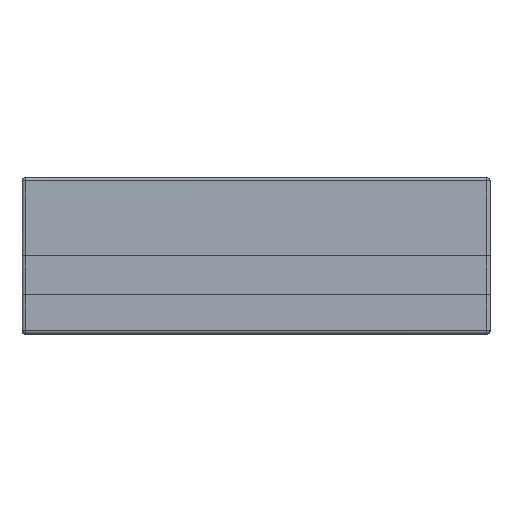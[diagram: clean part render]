
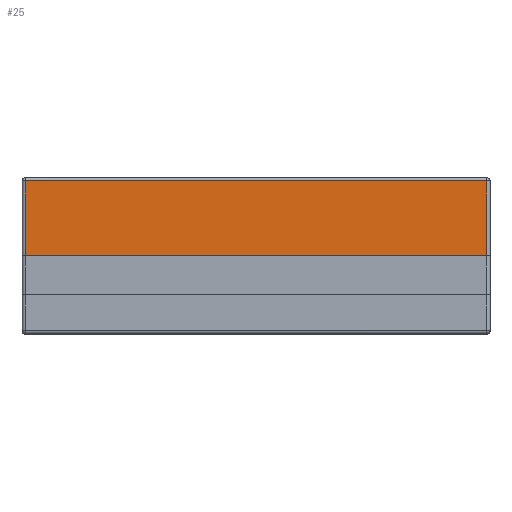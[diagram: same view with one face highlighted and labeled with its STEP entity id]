
A CAD part, top view. The second image highlights one B-rep face of the part: STEP entity #25.
In plain terms, the highlighted free-form (B-spline) face has degree [2, 1] with [3, 2] control points.
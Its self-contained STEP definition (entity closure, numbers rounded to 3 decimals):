
#25=ADVANCED_FACE('',(#89),#1813,.T.);
#89=FACE_OUTER_BOUND('',#153,.T.);
#153=EDGE_LOOP('',(#262,#263,#264,#265));
#262=ORIENTED_EDGE('',*,*,#1474,.T.);
#263=ORIENTED_EDGE('',*,*,#1475,.T.);
#264=ORIENTED_EDGE('',*,*,#1476,.T.);
#265=ORIENTED_EDGE('',*,*,#1477,.T.);
#538=PCURVE('',#1813,#814);
#539=PCURVE('',#1813,#815);
#540=PCURVE('',#1813,#816);
#541=PCURVE('',#1813,#817);
#564=PCURVE('',#1819,#840);
#569=PCURVE('',#1820,#845);
#570=PCURVE('',#1821,#846);
#722=PCURVE('',#1857,#998);
#814=DEFINITIONAL_REPRESENTATION('',(#1082),#3785);
#815=DEFINITIONAL_REPRESENTATION('',(#1083),#3785);
#816=DEFINITIONAL_REPRESENTATION('',(#1084),#3785);
#817=DEFINITIONAL_REPRESENTATION('',(#1085),#3785);
#840=DEFINITIONAL_REPRESENTATION('',(#1108),#3785);
#845=DEFINITIONAL_REPRESENTATION('',(#1113),#3785);
#846=DEFINITIONAL_REPRESENTATION('',(#1114),#3785);
#998=DEFINITIONAL_REPRESENTATION('',(#1266),#3785);
#1082=B_SPLINE_CURVE_WITH_KNOTS('',1,(#2865,#2866),.UNSPECIFIED.,.F.,.F.,
(2,2),(-299.467,-220.533),.UNSPECIFIED.);
#1083=B_SPLINE_CURVE_WITH_KNOTS('',3,(#2869,#2870,#2871,#2872),
 .UNSPECIFIED.,.F.,.F.,(4,4),(0.,9.6),.UNSPECIFIED.);
#1084=B_SPLINE_CURVE_WITH_KNOTS('',3,(#2875,#2876,#2877,#2878),
 .UNSPECIFIED.,.F.,.F.,(4,4),(0.4,59.6),.UNSPECIFIED.);
#1085=B_SPLINE_CURVE_WITH_KNOTS('',3,(#2881,#2882,#2883,#2884),
 .UNSPECIFIED.,.F.,.F.,(4,4),(-9.6,0.),.UNSPECIFIED.);
#1108=B_SPLINE_CURVE_WITH_KNOTS('',1,(#2959,#2960),.UNSPECIFIED.,.F.,.F.,
(2,2),(0.,9.6),.UNSPECIFIED.);
#1113=B_SPLINE_CURVE_WITH_KNOTS('',1,(#2978,#2979),.UNSPECIFIED.,.F.,.F.,
(2,2),(0.4,59.6),.UNSPECIFIED.);
#1114=B_SPLINE_CURVE_WITH_KNOTS('',1,(#2980,#2981),.UNSPECIFIED.,.F.,.F.,
(2,2),(-9.6,0.),.UNSPECIFIED.);
#1266=B_SPLINE_CURVE_WITH_KNOTS('',1,(#3680,#3681),.UNSPECIFIED.,.F.,.F.,
(2,2),(-299.467,-220.533),.UNSPECIFIED.);
#1336=SURFACE_CURVE('',#1620,(#538,#722),.PCURVE_S1.);
#1337=SURFACE_CURVE('',#1621,(#539,#564),.PCURVE_S1.);
#1338=SURFACE_CURVE('',#1622,(#540,#569),.PCURVE_S1.);
#1339=SURFACE_CURVE('',#1623,(#541,#570),.PCURVE_S1.);
#1474=EDGE_CURVE('',#1741,#1742,#1336,.T.);
#1475=EDGE_CURVE('',#1742,#1752,#1337,.T.);
#1476=EDGE_CURVE('',#1752,#1751,#1338,.T.);
#1477=EDGE_CURVE('',#1751,#1741,#1339,.T.);
#1620=(
BOUNDED_CURVE()
B_SPLINE_CURVE(2,(#2862,#2863,#2864),.UNSPECIFIED.,.F.,.F.)
B_SPLINE_CURVE_WITH_KNOTS((3,3),(-299.467,-220.533),
 .UNSPECIFIED.)
CURVE()
GEOMETRIC_REPRESENTATION_ITEM()
RATIONAL_B_SPLINE_CURVE((1.,1.,1.))
REPRESENTATION_ITEM('')
);
#1621=(
BOUNDED_CURVE()
B_SPLINE_CURVE(1,(#2867,#2868),.UNSPECIFIED.,.F.,.F.)
B_SPLINE_CURVE_WITH_KNOTS((2,2),(0.,9.6),.UNSPECIFIED.)
CURVE()
GEOMETRIC_REPRESENTATION_ITEM()
RATIONAL_B_SPLINE_CURVE((1.,1.))
REPRESENTATION_ITEM('')
);
#1622=(
BOUNDED_CURVE()
B_SPLINE_CURVE(1,(#2873,#2874),.UNSPECIFIED.,.F.,.F.)
B_SPLINE_CURVE_WITH_KNOTS((2,2),(0.4,59.6),.UNSPECIFIED.)
CURVE()
GEOMETRIC_REPRESENTATION_ITEM()
RATIONAL_B_SPLINE_CURVE((1.,1.))
REPRESENTATION_ITEM('')
);
#1623=(
BOUNDED_CURVE()
B_SPLINE_CURVE(1,(#2879,#2880),.UNSPECIFIED.,.F.,.F.)
B_SPLINE_CURVE_WITH_KNOTS((2,2),(-9.6,0.),.UNSPECIFIED.)
CURVE()
GEOMETRIC_REPRESENTATION_ITEM()
RATIONAL_B_SPLINE_CURVE((1.,1.))
REPRESENTATION_ITEM('')
);
#1741=VERTEX_POINT('',#2443);
#1742=VERTEX_POINT('',#2444);
#1751=VERTEX_POINT('',#2453);
#1752=VERTEX_POINT('',#2454);
#1813=(
BOUNDED_SURFACE()
B_SPLINE_SURFACE(2,1,((#2020,#2021),(#2022,#2023),(#2024,#2025)),
 .UNSPECIFIED.,.F.,.F.,.F.)
B_SPLINE_SURFACE_WITH_KNOTS((3,3),(2,2),(220.,300.),(0.,10.),
 .UNSPECIFIED.)
GEOMETRIC_REPRESENTATION_ITEM()
RATIONAL_B_SPLINE_SURFACE(((1.,1.),(1.,1.),(1.,1.)))
REPRESENTATION_ITEM('')
SURFACE()
);
#1819=(
BOUNDED_SURFACE()
B_SPLINE_SURFACE(1,2,((#2056,#2057,#2058),(#2059,#2060,#2061)),
 .UNSPECIFIED.,.F.,.F.,.F.)
B_SPLINE_SURFACE_WITH_KNOTS((2,2),(3,3),(-0.4,10.),
(0.,0.628),.UNSPECIFIED.)
GEOMETRIC_REPRESENTATION_ITEM()
RATIONAL_B_SPLINE_SURFACE(((1.,0.707,1.),(1.,0.707,
1.)))
REPRESENTATION_ITEM('')
SURFACE()
);
#1820=(
BOUNDED_SURFACE()
B_SPLINE_SURFACE(2,1,((#2062,#2063),(#2064,#2065),(#2066,#2067)),
 .UNSPECIFIED.,.F.,.F.,.F.)
B_SPLINE_SURFACE_WITH_KNOTS((3,3),(2,2),(0.,0.628),(0.,
60.),.UNSPECIFIED.)
GEOMETRIC_REPRESENTATION_ITEM()
RATIONAL_B_SPLINE_SURFACE(((1.,1.),(0.707,0.707),
(1.,1.)))
REPRESENTATION_ITEM('')
SURFACE()
);
#1821=(
BOUNDED_SURFACE()
B_SPLINE_SURFACE(1,2,((#2068,#2069,#2070),(#2071,#2072,#2073)),
 .UNSPECIFIED.,.F.,.F.,.F.)
B_SPLINE_SURFACE_WITH_KNOTS((2,2),(3,3),(-0.4,10.),(0.,0.628),
 .UNSPECIFIED.)
GEOMETRIC_REPRESENTATION_ITEM()
RATIONAL_B_SPLINE_SURFACE(((1.,0.707,1.),(1.,0.707,
1.)))
REPRESENTATION_ITEM('')
SURFACE()
);
#1857=(
BOUNDED_SURFACE()
B_SPLINE_SURFACE(2,1,((#2380,#2381),(#2382,#2383),(#2384,#2385)),
 .UNSPECIFIED.,.F.,.F.,.F.)
B_SPLINE_SURFACE_WITH_KNOTS((3,3),(2,2),(-300.,-220.),(0.,5.),
 .UNSPECIFIED.)
GEOMETRIC_REPRESENTATION_ITEM()
RATIONAL_B_SPLINE_SURFACE(((1.,1.),(1.,1.),(1.,1.)))
REPRESENTATION_ITEM('')
SURFACE()
);
#2020=CARTESIAN_POINT('',(40.,260.,20.));
#2021=CARTESIAN_POINT('',(40.,250.,20.));
#2022=CARTESIAN_POINT('',(10.,260.,20.));
#2023=CARTESIAN_POINT('',(10.,250.,20.));
#2024=CARTESIAN_POINT('',(-20.,260.,20.));
#2025=CARTESIAN_POINT('',(-20.,250.,20.));
#2056=CARTESIAN_POINT('',(40.,249.6,19.6));
#2057=CARTESIAN_POINT('',(40.,249.6,20.));
#2058=CARTESIAN_POINT('',(39.6,249.6,20.));
#2059=CARTESIAN_POINT('',(40.,260.,19.6));
#2060=CARTESIAN_POINT('',(40.,260.,20.));
#2061=CARTESIAN_POINT('',(39.6,260.,20.));
#2062=CARTESIAN_POINT('',(40.,259.6,20.));
#2063=CARTESIAN_POINT('',(-20.,259.6,20.));
#2064=CARTESIAN_POINT('',(40.,260.,20.));
#2065=CARTESIAN_POINT('',(-20.,260.,20.));
#2066=CARTESIAN_POINT('',(40.,260.,19.6));
#2067=CARTESIAN_POINT('',(-20.,260.,19.6));
#2068=CARTESIAN_POINT('',(-19.6,249.6,20.));
#2069=CARTESIAN_POINT('',(-20.,249.6,20.));
#2070=CARTESIAN_POINT('',(-20.,249.6,19.6));
#2071=CARTESIAN_POINT('',(-19.6,260.,20.));
#2072=CARTESIAN_POINT('',(-20.,260.,20.));
#2073=CARTESIAN_POINT('',(-20.,260.,19.6));
#2380=CARTESIAN_POINT('',(-20.,245.,20.));
#2381=CARTESIAN_POINT('',(-20.,250.,20.));
#2382=CARTESIAN_POINT('',(10.,245.,20.));
#2383=CARTESIAN_POINT('',(10.,250.,20.));
#2384=CARTESIAN_POINT('',(40.,245.,20.));
#2385=CARTESIAN_POINT('',(40.,250.,20.));
#2443=CARTESIAN_POINT('',(-19.6,250.,20.));
#2444=CARTESIAN_POINT('',(39.6,250.,20.));
#2453=CARTESIAN_POINT('',(-19.6,259.6,20.));
#2454=CARTESIAN_POINT('',(39.6,259.6,20.));
#2862=CARTESIAN_POINT('',(-19.6,250.,20.));
#2863=CARTESIAN_POINT('',(10.,250.,20.));
#2864=CARTESIAN_POINT('',(39.6,250.,20.));
#2865=CARTESIAN_POINT('',(299.467,10.));
#2866=CARTESIAN_POINT('',(220.533,10.));
#2867=CARTESIAN_POINT('',(39.6,250.,20.));
#2868=CARTESIAN_POINT('',(39.6,259.6,20.));
#2869=CARTESIAN_POINT('',(220.533,10.));
#2870=CARTESIAN_POINT('',(220.533,6.8));
#2871=CARTESIAN_POINT('',(220.533,3.6));
#2872=CARTESIAN_POINT('',(220.533,0.4));
#2873=CARTESIAN_POINT('',(39.6,259.6,20.));
#2874=CARTESIAN_POINT('',(-19.6,259.6,20.));
#2875=CARTESIAN_POINT('',(220.533,0.4));
#2876=CARTESIAN_POINT('',(246.844,0.4));
#2877=CARTESIAN_POINT('',(273.156,0.4));
#2878=CARTESIAN_POINT('',(299.467,0.4));
#2879=CARTESIAN_POINT('',(-19.6,259.6,20.));
#2880=CARTESIAN_POINT('',(-19.6,250.,20.));
#2881=CARTESIAN_POINT('',(299.467,0.4));
#2882=CARTESIAN_POINT('',(299.467,3.6));
#2883=CARTESIAN_POINT('',(299.467,6.8));
#2884=CARTESIAN_POINT('',(299.467,10.));
#2959=CARTESIAN_POINT('',(0.,0.628));
#2960=CARTESIAN_POINT('',(9.6,0.628));
#2978=CARTESIAN_POINT('',(0.,0.4));
#2979=CARTESIAN_POINT('',(0.,59.6));
#2980=CARTESIAN_POINT('',(9.6,0.));
#2981=CARTESIAN_POINT('',(0.,0.));
#3680=CARTESIAN_POINT('',(-299.467,5.));
#3681=CARTESIAN_POINT('',(-220.533,5.));
#3785=(
GEOMETRIC_REPRESENTATION_CONTEXT(2)
PARAMETRIC_REPRESENTATION_CONTEXT()
REPRESENTATION_CONTEXT('pspace','')
);
